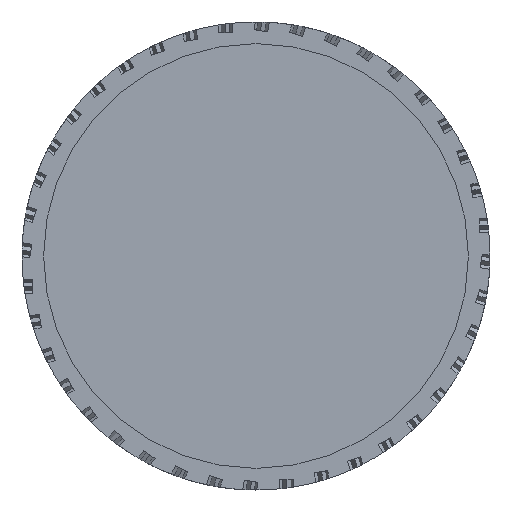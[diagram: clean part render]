
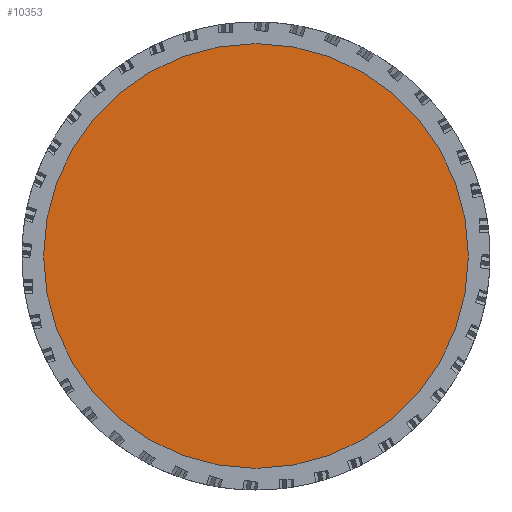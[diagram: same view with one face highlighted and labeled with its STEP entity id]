
A CAD part, front view. The second image highlights one B-rep face of the part: STEP entity #10353.
In plain terms, the highlighted planar face has unit normal (0, -1, 0).
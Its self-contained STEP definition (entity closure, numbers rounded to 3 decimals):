
#782=PLANE('',#10971);
#1110=FACE_OUTER_BOUND('',#1682,.T.);
#1682=EDGE_LOOP('',(#6937));
#3737=CIRCLE('',#10970,29.5);
#4106=VERTEX_POINT('',#15518);
#5237=EDGE_CURVE('',#4106,#4106,#3737,.F.);
#6937=ORIENTED_EDGE('',*,*,#5237,.F.);
#10353=ADVANCED_FACE('',(#1110),#782,.F.);
#10970=AXIS2_PLACEMENT_3D('',#15520,#12325,#12326);
#10971=AXIS2_PLACEMENT_3D('',#15521,#12327,#12328);
#12325=DIRECTION('center_axis',(0.,-1.,0.));
#12326=DIRECTION('ref_axis',(1.,0.,0.));
#12327=DIRECTION('center_axis',(0.,1.,0.));
#12328=DIRECTION('ref_axis',(1.,0.,0.));
#15518=CARTESIAN_POINT('',(-29.5,1.9,0.));
#15520=CARTESIAN_POINT('Origin',(0.,1.9,0.));
#15521=CARTESIAN_POINT('Origin',(0.,1.9,0.));
